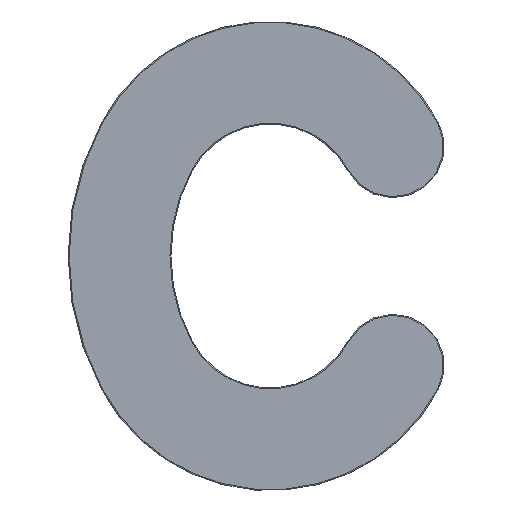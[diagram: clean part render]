
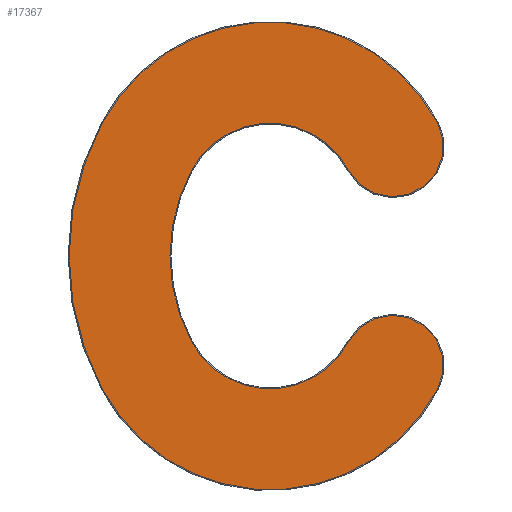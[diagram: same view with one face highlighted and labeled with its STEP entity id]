
A CAD part, top view. The second image highlights one B-rep face of the part: STEP entity #17367.
In plain terms, the highlighted planar face has unit normal (0, 0, 1).
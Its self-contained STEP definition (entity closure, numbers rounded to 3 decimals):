
#426 = EDGE_CURVE ( 'NONE', #1788, #738, #4415, .T. ) ;
#738 = VERTEX_POINT ( 'NONE', #26664 ) ;
#928 = EDGE_CURVE ( 'NONE', #25751, #23482, #12510, .T. ) ;
#981 = EDGE_LOOP ( 'NONE', ( #20586, #18401, #36317, #28207, #15869, #22467, #10876, #22206, #9181, #28675 ) ) ;
#1092 = CIRCLE ( 'NONE', #29873, 48.961 ) ;
#1372 = AXIS2_PLACEMENT_3D ( 'NONE', #22003, #9933, #10338 ) ;
#1729 = DIRECTION ( 'NONE',  ( 0., 0., -1. ) ) ;
#1788 = VERTEX_POINT ( 'NONE', #27625 ) ;
#2491 = EDGE_CURVE ( 'NONE', #23482, #14806, #1092, .T. ) ;
#3078 = DIRECTION ( 'NONE',  ( -1., 0., 0. ) ) ;
#3381 = AXIS2_PLACEMENT_3D ( 'NONE', #30363, #18263, #12496 ) ;
#3480 = DIRECTION ( 'NONE',  ( 0., 0., -1. ) ) ;
#3534 = CARTESIAN_POINT ( 'NONE',  ( 21.106, 60.5, 2. ) ) ;
#4415 = CIRCLE ( 'NONE', #14483, 46.897 ) ;
#5118 = DIRECTION ( 'NONE',  ( 0., 0., 1. ) ) ;
#6224 = DIRECTION ( 'NONE',  ( 0., 0., -1. ) ) ;
#6234 = AXIS2_PLACEMENT_3D ( 'NONE', #27234, #27752, #10925 ) ;
#6415 = DIRECTION ( 'NONE',  ( 0., 0., 1. ) ) ;
#6528 = AXIS2_PLACEMENT_3D ( 'NONE', #19852, #31956, #13953 ) ;
#7324 = CARTESIAN_POINT ( 'NONE',  ( 43.173, 94.881, 2. ) ) ;
#7932 = AXIS2_PLACEMENT_3D ( 'NONE', #22536, #1729, #25402 ) ;
#8994 = DIRECTION ( 'NONE',  ( 0., 0., -1. ) ) ;
#9181 = ORIENTED_EDGE ( 'NONE', *, *, #37548, .T. ) ;
#9933 = DIRECTION ( 'NONE',  ( 0., 0., 1. ) ) ;
#10338 = DIRECTION ( 'NONE',  ( -1., 0., 0. ) ) ;
#10876 = ORIENTED_EDGE ( 'NONE', *, *, #14356, .T. ) ;
#10925 = DIRECTION ( 'NONE',  ( -1., 0., 0. ) ) ;
#10998 = CIRCLE ( 'NONE', #7932, 46.897 ) ;
#11091 = DIRECTION ( 'NONE',  ( -1., 0., 0. ) ) ;
#11364 = CIRCLE ( 'NONE', #3381, 22.961 ) ;
#11486 = CIRCLE ( 'NONE', #6528, 72.897 ) ;
#11497 = CARTESIAN_POINT ( 'NONE',  ( -43.173, 26.119, 2. ) ) ;
#12354 = VERTEX_POINT ( 'NONE', #11497 ) ;
#12496 = DIRECTION ( 'NONE',  ( -1., 0., 0. ) ) ;
#12510 = CIRCLE ( 'NONE', #23292, 13. ) ;
#12778 = CARTESIAN_POINT ( 'NONE',  ( -43.173, 94.881, 2. ) ) ;
#13908 = CARTESIAN_POINT ( 'NONE',  ( 20.247, 82.619, 2. ) ) ;
#13953 = DIRECTION ( 'NONE',  ( -1., 0., 0. ) ) ;
#14356 = EDGE_CURVE ( 'NONE', #15458, #31508, #24094, .T. ) ;
#14483 = AXIS2_PLACEMENT_3D ( 'NONE', #3534, #8994, #27250 ) ;
#14706 = AXIS2_PLACEMENT_3D ( 'NONE', #21560, #6415, #33661 ) ;
#14806 = VERTEX_POINT ( 'NONE', #12778 ) ;
#14934 = CARTESIAN_POINT ( 'NONE',  ( 43.173, 26.119, 2. ) ) ;
#15458 = VERTEX_POINT ( 'NONE', #14934 ) ;
#15861 = DIRECTION ( 'NONE',  ( -1., 0., 0. ) ) ;
#15869 = ORIENTED_EDGE ( 'NONE', *, *, #34140, .T. ) ;
#17367 = ADVANCED_FACE ( 'NONE', ( #28576 ), #33631, .F. ) ;
#18263 = DIRECTION ( 'NONE',  ( 0., 0., -1. ) ) ;
#18332 = VERTEX_POINT ( 'NONE', #33666 ) ;
#18401 = ORIENTED_EDGE ( 'NONE', *, *, #928, .T. ) ;
#18995 = DIRECTION ( 'NONE',  ( 0., 0., 1. ) ) ;
#19852 = CARTESIAN_POINT ( 'NONE',  ( 21.106, 60.5, 2. ) ) ;
#20350 = CARTESIAN_POINT ( 'NONE',  ( 20.247, 38.381, 2. ) ) ;
#20522 = CARTESIAN_POINT ( 'NONE',  ( 0., 71.789, 2. ) ) ;
#20586 = ORIENTED_EDGE ( 'NONE', *, *, #25529, .T. ) ;
#21560 = CARTESIAN_POINT ( 'NONE',  ( 0., 49.211, 2. ) ) ;
#21785 = CARTESIAN_POINT ( 'NONE',  ( 31.71, 88.75, 2. ) ) ;
#22003 = CARTESIAN_POINT ( 'NONE',  ( 31.71, 32.25, 2. ) ) ;
#22206 = ORIENTED_EDGE ( 'NONE', *, *, #31605, .T. ) ;
#22467 = ORIENTED_EDGE ( 'NONE', *, *, #23170, .T. ) ;
#22536 = CARTESIAN_POINT ( 'NONE',  ( 21.106, 60.5, 2. ) ) ;
#23098 = AXIS2_PLACEMENT_3D ( 'NONE', #29945, #6224, #3078 ) ;
#23170 = EDGE_CURVE ( 'NONE', #12354, #15458, #27007, .T. ) ;
#23292 = AXIS2_PLACEMENT_3D ( 'NONE', #21785, #18995, #37296 ) ;
#23482 = VERTEX_POINT ( 'NONE', #7324 ) ;
#24094 = CIRCLE ( 'NONE', #1372, 13. ) ;
#25053 = CARTESIAN_POINT ( 'NONE',  ( 15.855, 80.27, 2. ) ) ;
#25402 = DIRECTION ( 'NONE',  ( -1., 0., 0. ) ) ;
#25529 = EDGE_CURVE ( 'NONE', #738, #25751, #11364, .T. ) ;
#25751 = VERTEX_POINT ( 'NONE', #13908 ) ;
#26408 = AXIS2_PLACEMENT_3D ( 'NONE', #25053, #3480, #15861 ) ;
#26664 = CARTESIAN_POINT ( 'NONE',  ( -20.247, 82.619, 2. ) ) ;
#27007 = CIRCLE ( 'NONE', #14706, 48.961 ) ;
#27234 = CARTESIAN_POINT ( 'NONE',  ( 21.106, 60.5, 2. ) ) ;
#27250 = DIRECTION ( 'NONE',  ( -1., 0., 0. ) ) ;
#27625 = CARTESIAN_POINT ( 'NONE',  ( -25.79, 60.5, 2. ) ) ;
#27752 = DIRECTION ( 'NONE',  ( 0., 0., 1. ) ) ;
#28207 = ORIENTED_EDGE ( 'NONE', *, *, #36836, .T. ) ;
#28576 = FACE_OUTER_BOUND ( 'NONE', #981, .T. ) ;
#28578 = CIRCLE ( 'NONE', #23098, 22.961 ) ;
#28675 = ORIENTED_EDGE ( 'NONE', *, *, #426, .T. ) ;
#28725 = VERTEX_POINT ( 'NONE', #34544 ) ;
#29873 = AXIS2_PLACEMENT_3D ( 'NONE', #20522, #5118, #11091 ) ;
#29945 = CARTESIAN_POINT ( 'NONE',  ( 0., 49.211, 2. ) ) ;
#30347 = CIRCLE ( 'NONE', #6234, 72.897 ) ;
#30363 = CARTESIAN_POINT ( 'NONE',  ( 0., 71.789, 2. ) ) ;
#31508 = VERTEX_POINT ( 'NONE', #20350 ) ;
#31605 = EDGE_CURVE ( 'NONE', #31508, #28725, #28578, .T. ) ;
#31956 = DIRECTION ( 'NONE',  ( 0., 0., 1. ) ) ;
#33631 = PLANE ( 'NONE',  #26408 ) ;
#33661 = DIRECTION ( 'NONE',  ( -1., 0., 0. ) ) ;
#33666 = CARTESIAN_POINT ( 'NONE',  ( -51.79, 60.5, 2. ) ) ;
#34140 = EDGE_CURVE ( 'NONE', #18332, #12354, #30347, .T. ) ;
#34544 = CARTESIAN_POINT ( 'NONE',  ( -20.247, 38.381, 2. ) ) ;
#36317 = ORIENTED_EDGE ( 'NONE', *, *, #2491, .T. ) ;
#36836 = EDGE_CURVE ( 'NONE', #14806, #18332, #11486, .T. ) ;
#37296 = DIRECTION ( 'NONE',  ( -1., 0., 0. ) ) ;
#37548 = EDGE_CURVE ( 'NONE', #28725, #1788, #10998, .T. ) ;
